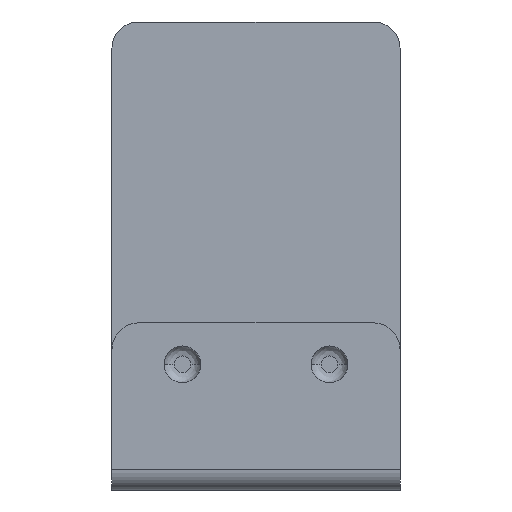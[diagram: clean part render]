
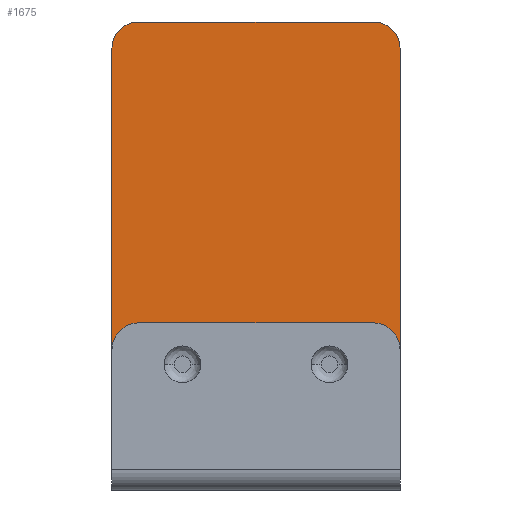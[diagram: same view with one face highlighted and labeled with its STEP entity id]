
A CAD part, front view. The second image highlights one B-rep face of the part: STEP entity #1675.
In plain terms, the highlighted planar face has unit normal (0, -1, 0).
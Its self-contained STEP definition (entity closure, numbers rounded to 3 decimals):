
#20 = DIRECTION ( 'NONE',  ( 0., -1., 0. ) ) ;
#21 = EDGE_LOOP ( 'NONE', ( #212, #832, #852, #1147, #2325, #1541 ) ) ;
#33 = VERTEX_POINT ( 'NONE', #2630 ) ;
#69 = VERTEX_POINT ( 'NONE', #883 ) ;
#90 = VECTOR ( 'NONE', #1655, 1000. ) ;
#118 = LINE ( 'NONE', #354, #849 ) ;
#150 = PLANE ( 'NONE',  #456 ) ;
#212 = ORIENTED_EDGE ( 'NONE', *, *, #1118, .F. ) ;
#242 = AXIS2_PLACEMENT_3D ( 'NONE', #2525, #684, #1286 ) ;
#272 = CARTESIAN_POINT ( 'NONE',  ( 21.55, -2.3, -1.6 ) ) ;
#283 = EDGE_CURVE ( 'NONE', #1614, #33, #1075, .T. ) ;
#346 = VECTOR ( 'NONE', #2274, 1000. ) ;
#354 = CARTESIAN_POINT ( 'NONE',  ( -17.65, -2.3, 2.3 ) ) ;
#456 = AXIS2_PLACEMENT_3D ( 'NONE', #1175, #20, #1199 ) ;
#608 = VERTEX_POINT ( 'NONE', #2529 ) ;
#643 = LINE ( 'NONE', #1177, #90 ) ;
#658 = VERTEX_POINT ( 'NONE', #1115 ) ;
#684 = DIRECTION ( 'NONE',  ( 0., -1., 0. ) ) ;
#783 = EDGE_CURVE ( 'NONE', #69, #608, #863, .T. ) ;
#832 = ORIENTED_EDGE ( 'NONE', *, *, #1616, .T. ) ;
#849 = VECTOR ( 'NONE', #1569, 1000. ) ;
#852 = ORIENTED_EDGE ( 'NONE', *, *, #283, .T. ) ;
#863 = LINE ( 'NONE', #272, #346 ) ;
#874 = CARTESIAN_POINT ( 'NONE',  ( -21.55, -2.3, -1.6 ) ) ;
#883 = CARTESIAN_POINT ( 'NONE',  ( 21.55, -2.3, -1.6 ) ) ;
#1039 = AXIS2_PLACEMENT_3D ( 'NONE', #1265, #2090, #2393 ) ;
#1075 = LINE ( 'NONE', #1922, #1480 ) ;
#1115 = CARTESIAN_POINT ( 'NONE',  ( 17.65, -2.3, 2.3 ) ) ;
#1118 = EDGE_CURVE ( 'NONE', #1625, #658, #118, .T. ) ;
#1147 = ORIENTED_EDGE ( 'NONE', *, *, #2548, .T. ) ;
#1152 = CARTESIAN_POINT ( 'NONE',  ( -17.65, -2.3, 2.3 ) ) ;
#1175 = CARTESIAN_POINT ( 'NONE',  ( -21.55, -2.3, 2.3 ) ) ;
#1177 = CARTESIAN_POINT ( 'NONE',  ( -21.55, -2.3, -65.4 ) ) ;
#1199 = DIRECTION ( 'NONE',  ( 0., 0., -1. ) ) ;
#1248 = CIRCLE ( 'NONE', #242, 3.9 ) ;
#1265 = CARTESIAN_POINT ( 'NONE',  ( 17.65, -2.3, -1.6 ) ) ;
#1286 = DIRECTION ( 'NONE',  ( 0., 0., 1. ) ) ;
#1480 = VECTOR ( 'NONE', #2535, 1000. ) ;
#1541 = ORIENTED_EDGE ( 'NONE', *, *, #2093, .T. ) ;
#1569 = DIRECTION ( 'NONE',  ( 1., 0., 0. ) ) ;
#1614 = VERTEX_POINT ( 'NONE', #874 ) ;
#1616 = EDGE_CURVE ( 'NONE', #1625, #1614, #1248, .T. ) ;
#1625 = VERTEX_POINT ( 'NONE', #1152 ) ;
#1655 = DIRECTION ( 'NONE',  ( 1., 0., 0. ) ) ;
#1675 = ADVANCED_FACE ( 'NONE', ( #1967 ), #150, .T. ) ;
#1915 = CIRCLE ( 'NONE', #1039, 3.9 ) ;
#1922 = CARTESIAN_POINT ( 'NONE',  ( -21.55, -2.3, -1.6 ) ) ;
#1967 = FACE_OUTER_BOUND ( 'NONE', #21, .T. ) ;
#2090 = DIRECTION ( 'NONE',  ( 0., -1., 0. ) ) ;
#2093 = EDGE_CURVE ( 'NONE', #69, #658, #1915, .T. ) ;
#2274 = DIRECTION ( 'NONE',  ( 0., 0., -1. ) ) ;
#2325 = ORIENTED_EDGE ( 'NONE', *, *, #783, .F. ) ;
#2393 = DIRECTION ( 'NONE',  ( 1., 0., 0. ) ) ;
#2525 = CARTESIAN_POINT ( 'NONE',  ( -17.65, -2.3, -1.6 ) ) ;
#2529 = CARTESIAN_POINT ( 'NONE',  ( 21.55, -2.3, -65.4 ) ) ;
#2535 = DIRECTION ( 'NONE',  ( 0., 0., -1. ) ) ;
#2548 = EDGE_CURVE ( 'NONE', #33, #608, #643, .T. ) ;
#2630 = CARTESIAN_POINT ( 'NONE',  ( -21.55, -2.3, -65.4 ) ) ;
